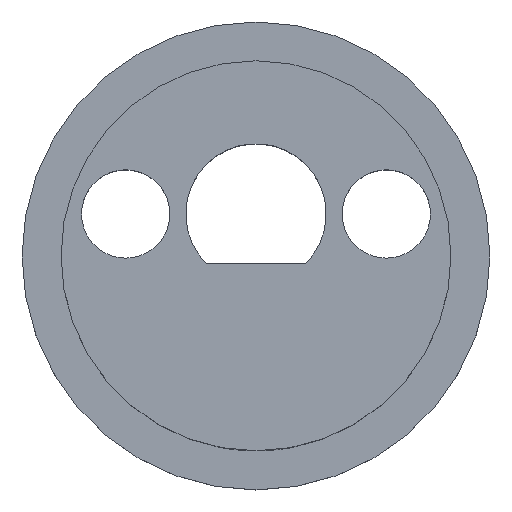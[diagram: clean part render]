
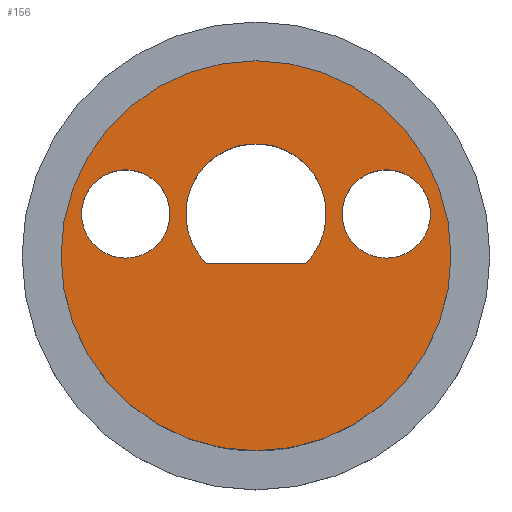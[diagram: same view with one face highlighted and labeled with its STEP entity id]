
A CAD part, top view. The second image highlights one B-rep face of the part: STEP entity #156.
In plain terms, the highlighted planar face has unit normal (0, 0, 1).
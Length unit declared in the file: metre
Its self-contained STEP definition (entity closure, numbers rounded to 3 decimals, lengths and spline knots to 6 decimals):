
#13=LINE('',#285,#17);
#17=VECTOR('',#229,1.);
#22=PLANE('',#186);
#37=ORIENTED_EDGE('',*,*,#66,.T.);
#38=ORIENTED_EDGE('',*,*,#67,.T.);
#39=ORIENTED_EDGE('',*,*,#68,.F.);
#40=ORIENTED_EDGE('',*,*,#69,.F.);
#41=ORIENTED_EDGE('',*,*,#57,.T.);
#57=EDGE_CURVE('',#73,#73,#87,.T.);
#66=EDGE_CURVE('',#82,#82,#94,.F.);
#67=EDGE_CURVE('',#83,#83,#95,.F.);
#68=EDGE_CURVE('',#84,#85,#96,.T.);
#69=EDGE_CURVE('',#85,#84,#13,.T.);
#73=VERTEX_POINT('',#247);
#82=VERTEX_POINT('',#279);
#83=VERTEX_POINT('',#281);
#84=VERTEX_POINT('',#283);
#85=VERTEX_POINT('',#284);
#87=CIRCLE('',#176,0.0075);
#94=CIRCLE('',#187,0.0017);
#95=CIRCLE('',#188,0.0017);
#96=CIRCLE('',#189,0.0027);
#109=EDGE_LOOP('',(#37));
#110=EDGE_LOOP('',(#38));
#111=EDGE_LOOP('',(#39,#40));
#112=EDGE_LOOP('',(#41));
#133=FACE_BOUND('',#109,.T.);
#134=FACE_BOUND('',#110,.T.);
#135=FACE_BOUND('',#111,.T.);
#136=FACE_BOUND('',#112,.T.);
#156=ADVANCED_FACE('',(#133,#134,#135,#136),#22,.T.);
#176=AXIS2_PLACEMENT_3D('',#246,#200,#201);
#186=AXIS2_PLACEMENT_3D('',#277,#221,#222);
#187=AXIS2_PLACEMENT_3D('',#278,#223,#224);
#188=AXIS2_PLACEMENT_3D('',#280,#225,#226);
#189=AXIS2_PLACEMENT_3D('',#282,#227,#228);
#200=DIRECTION('',(0.,0.,1.));
#201=DIRECTION('',(1.,0.,0.));
#221=DIRECTION('',(0.,0.,1.));
#222=DIRECTION('',(1.,0.,0.));
#223=DIRECTION('',(0.,0.,1.));
#224=DIRECTION('',(1.,0.,0.));
#225=DIRECTION('',(0.,0.,1.));
#226=DIRECTION('',(1.,0.,0.));
#227=DIRECTION('',(0.,0.,1.));
#228=DIRECTION('',(1.,0.,0.));
#229=DIRECTION('',(1.,0.,0.));
#246=CARTESIAN_POINT('',(0.,-0.001607,0.018));
#247=CARTESIAN_POINT('',(0.0075,-0.001607,0.018));
#277=CARTESIAN_POINT('',(0.,0.,0.018));
#278=CARTESIAN_POINT('',(-0.005013,0.,0.018));
#279=CARTESIAN_POINT('',(-0.003313,0.,0.018));
#280=CARTESIAN_POINT('',(0.005013,0.,0.018));
#281=CARTESIAN_POINT('',(0.006713,0.,0.018));
#282=CARTESIAN_POINT('',(0.,0.,0.018));
#283=CARTESIAN_POINT('',(0.001918,-0.0019,0.018));
#284=CARTESIAN_POINT('',(-0.001918,-0.0019,0.018));
#285=CARTESIAN_POINT('',(0.,-0.0019,0.018));
